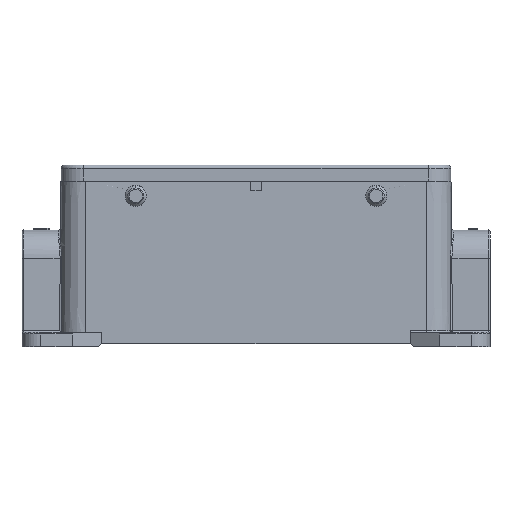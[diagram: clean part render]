
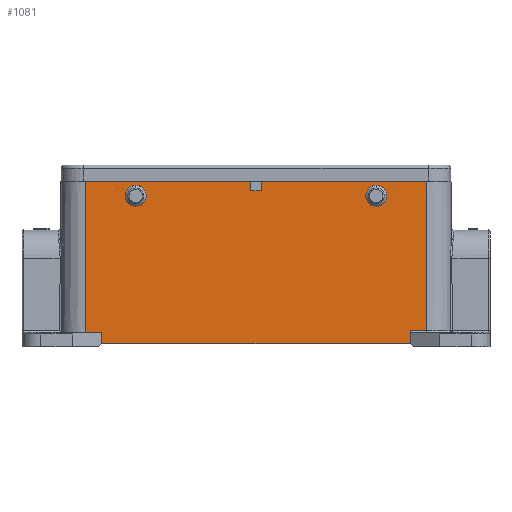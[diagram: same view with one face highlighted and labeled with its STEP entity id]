
A CAD part, left-side view. The second image highlights one B-rep face of the part: STEP entity #1081.
In plain terms, the highlighted planar face has unit normal (-1, 0, 0.009).
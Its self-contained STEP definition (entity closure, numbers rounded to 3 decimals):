
#204=FACE_BOUND('',#2217,.T.);
#205=FACE_BOUND('',#2218,.T.);
#206=FACE_BOUND('',#2219,.T.);
#686=ELLIPSE('',#8420,1.5,1.5);
#688=ELLIPSE('',#8423,1.5,1.5);
#1081=ADVANCED_FACE('',(#204,#205,#206),#1551,.T.);
#1551=PLANE('',#8474);
#2217=EDGE_LOOP('',(#2912,#2913,#2914,#2915,#2916,#2917,#2918,#2919,#2920,
#2921,#2922,#2923));
#2218=EDGE_LOOP('',(#2924));
#2219=EDGE_LOOP('',(#2925));
#2912=ORIENTED_EDGE('',*,*,#6060,.T.);
#2913=ORIENTED_EDGE('',*,*,#6048,.T.);
#2914=ORIENTED_EDGE('',*,*,#6059,.T.);
#2915=ORIENTED_EDGE('',*,*,#6061,.T.);
#2916=ORIENTED_EDGE('',*,*,#6039,.F.);
#2917=ORIENTED_EDGE('',*,*,#6037,.T.);
#2918=ORIENTED_EDGE('',*,*,#6062,.T.);
#2919=ORIENTED_EDGE('',*,*,#6063,.F.);
#2920=ORIENTED_EDGE('',*,*,#6064,.F.);
#2921=ORIENTED_EDGE('',*,*,#6065,.T.);
#2922=ORIENTED_EDGE('',*,*,#6066,.T.);
#2923=ORIENTED_EDGE('',*,*,#6067,.T.);
#2924=ORIENTED_EDGE('',*,*,#5966,.T.);
#2925=ORIENTED_EDGE('',*,*,#5964,.T.);
#5182=VERTEX_POINT('',#11940);
#5184=VERTEX_POINT('',#11945);
#5203=VERTEX_POINT('',#11986);
#5243=VERTEX_POINT('',#12121);
#5244=VERTEX_POINT('',#12123);
#5245=VERTEX_POINT('',#12127);
#5252=VERTEX_POINT('',#12145);
#5253=VERTEX_POINT('',#12146);
#5260=VERTEX_POINT('',#12164);
#5261=VERTEX_POINT('',#12168);
#5262=VERTEX_POINT('',#12171);
#5263=VERTEX_POINT('',#12173);
#5264=VERTEX_POINT('',#12176);
#5265=VERTEX_POINT('',#12178);
#5964=EDGE_CURVE('',#5182,#5182,#686,.T.);
#5966=EDGE_CURVE('',#5184,#5184,#688,.T.);
#6037=EDGE_CURVE('',#5244,#5243,#7191,.T.);
#6039=EDGE_CURVE('',#5244,#5245,#7193,.T.);
#6048=EDGE_CURVE('',#5252,#5253,#7202,.T.);
#6059=EDGE_CURVE('',#5253,#5260,#7209,.T.);
#6060=EDGE_CURVE('',#5261,#5252,#7210,.T.);
#6061=EDGE_CURVE('',#5260,#5245,#7211,.T.);
#6062=EDGE_CURVE('',#5243,#5262,#7212,.T.);
#6063=EDGE_CURVE('',#5263,#5262,#7213,.T.);
#6064=EDGE_CURVE('',#5203,#5263,#7214,.T.);
#6065=EDGE_CURVE('',#5203,#5264,#7215,.T.);
#6066=EDGE_CURVE('',#5264,#5265,#7216,.T.);
#6067=EDGE_CURVE('',#5265,#5261,#7217,.T.);
#7191=LINE('',#12122,#7831);
#7193=LINE('',#12126,#7833);
#7202=LINE('',#12144,#7842);
#7209=LINE('',#12165,#7849);
#7210=LINE('',#12167,#7850);
#7211=LINE('',#12169,#7851);
#7212=LINE('',#12170,#7852);
#7213=LINE('',#12172,#7853);
#7214=LINE('',#12174,#7854);
#7215=LINE('',#12175,#7855);
#7216=LINE('',#12177,#7856);
#7217=LINE('',#12179,#7857);
#7831=VECTOR('',#9494,1.);
#7833=VECTOR('',#9498,1.);
#7842=VECTOR('',#9511,1.);
#7849=VECTOR('',#9528,1.);
#7850=VECTOR('',#9531,1.);
#7851=VECTOR('',#9532,1.);
#7852=VECTOR('',#9533,1.);
#7853=VECTOR('',#9534,1.);
#7854=VECTOR('',#9535,1.);
#7855=VECTOR('',#9536,1.);
#7856=VECTOR('',#9537,1.);
#7857=VECTOR('',#9538,1.);
#8420=AXIS2_PLACEMENT_3D('',#11939,#9368,#9369);
#8423=AXIS2_PLACEMENT_3D('',#11944,#9374,#9375);
#8474=AXIS2_PLACEMENT_3D('',#12180,#9539,#9540);
#9368=DIRECTION('',(1.,0.,-0.009));
#9369=DIRECTION('',(-0.009,0.,-1.));
#9374=DIRECTION('',(1.,0.,-0.009));
#9375=DIRECTION('',(-0.009,0.,-1.));
#9494=DIRECTION('',(0.,1.,0.));
#9498=DIRECTION('',(-0.009,0.,-1.));
#9511=DIRECTION('',(0.,1.,0.));
#9528=DIRECTION('',(-0.009,0.,-1.));
#9531=DIRECTION('',(0.009,0.,1.));
#9532=DIRECTION('',(0.,1.,0.));
#9533=DIRECTION('',(-0.009,0.,-1.));
#9534=DIRECTION('',(0.,1.,0.));
#9535=DIRECTION('',(0.009,0.,1.));
#9536=DIRECTION('',(0.,-1.,0.));
#9537=DIRECTION('',(0.009,0.,1.));
#9538=DIRECTION('',(0.,-1.,0.));
#9539=DIRECTION('',(-1.,0.,0.009));
#9540=DIRECTION('',(0.,1.,0.));
#11939=CARTESIAN_POINT('',(-21.539,37.,46.5));
#11940=CARTESIAN_POINT('',(-21.552,37.,45.));
#11944=CARTESIAN_POINT('',(-21.539,-37.,46.5));
#11945=CARTESIAN_POINT('',(-21.552,-37.,45.));
#11986=CARTESIAN_POINT('',(-21.936,47.5,1.));
#12121=CARTESIAN_POINT('',(-21.5,52.5,51.));
#12122=CARTESIAN_POINT('',(-21.5,1.6,51.));
#12123=CARTESIAN_POINT('',(-21.5,1.6,51.));
#12126=CARTESIAN_POINT('',(-21.5,1.6,51.));
#12127=CARTESIAN_POINT('',(-21.526,1.6,48.));
#12144=CARTESIAN_POINT('',(-21.5,-52.5,51.));
#12145=CARTESIAN_POINT('',(-21.5,-52.5,51.));
#12146=CARTESIAN_POINT('',(-21.5,-1.6,51.));
#12164=CARTESIAN_POINT('',(-21.526,-1.6,48.));
#12165=CARTESIAN_POINT('',(-21.5,-1.6,51.));
#12167=CARTESIAN_POINT('',(-21.901,-52.5,4.996));
#12168=CARTESIAN_POINT('',(-21.901,-52.5,4.996));
#12169=CARTESIAN_POINT('',(-21.526,-1.6,48.));
#12170=CARTESIAN_POINT('',(-21.5,52.5,51.));
#12171=CARTESIAN_POINT('',(-21.906,52.5,4.5));
#12172=CARTESIAN_POINT('',(-21.906,47.5,4.5));
#12173=CARTESIAN_POINT('',(-21.906,47.5,4.5));
#12174=CARTESIAN_POINT('',(-21.936,47.5,1.));
#12175=CARTESIAN_POINT('',(-21.936,47.5,1.));
#12176=CARTESIAN_POINT('',(-21.936,-47.5,1.));
#12177=CARTESIAN_POINT('',(-21.936,-47.5,1.));
#12178=CARTESIAN_POINT('',(-21.901,-47.5,4.996));
#12179=CARTESIAN_POINT('',(-21.901,-47.5,4.996));
#12180=CARTESIAN_POINT('',(-21.5,55.148,51.));
